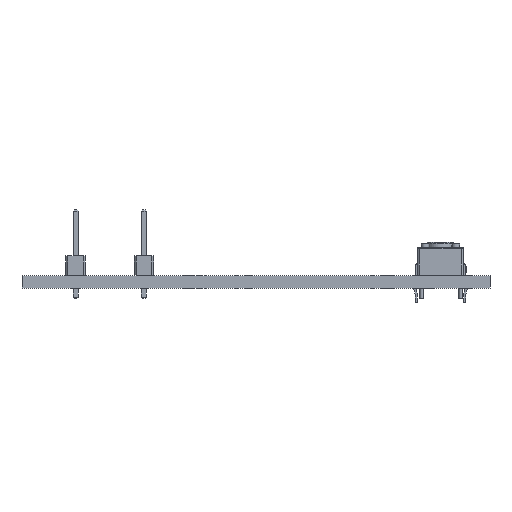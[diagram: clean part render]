
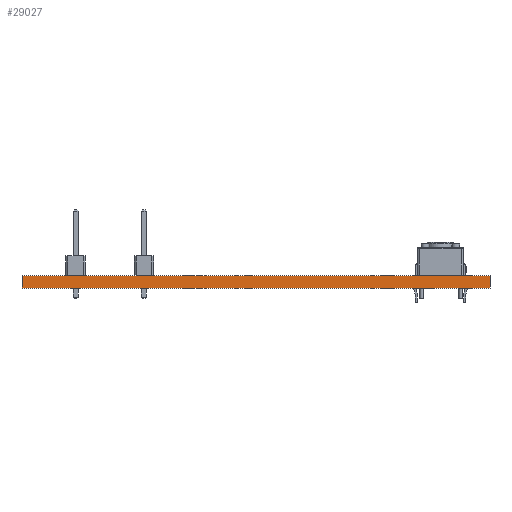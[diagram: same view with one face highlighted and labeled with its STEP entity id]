
A CAD part, front view. The second image highlights one B-rep face of the part: STEP entity #29027.
In plain terms, the highlighted planar face has unit normal (0, -1, 0).
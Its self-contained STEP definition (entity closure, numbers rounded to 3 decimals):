
#29027 = ADVANCED_FACE('',(#29028),#29042,.T.);
#29028 = FACE_BOUND('',#29029,.T.);
#29029 = EDGE_LOOP('',(#29030,#29065,#29093,#29121));
#29030 = ORIENTED_EDGE('',*,*,#29031,.T.);
#29031 = EDGE_CURVE('',#29032,#29034,#29036,.T.);
#29032 = VERTEX_POINT('',#29033);
#29033 = CARTESIAN_POINT('',(146.05,-111.76,0.));
#29034 = VERTEX_POINT('',#29035);
#29035 = CARTESIAN_POINT('',(146.05,-111.76,1.6));
#29036 = SURFACE_CURVE('',#29037,(#29041,#29053),.PCURVE_S1.);
#29037 = LINE('',#29038,#29039);
#29038 = CARTESIAN_POINT('',(146.05,-111.76,0.));
#29039 = VECTOR('',#29040,1.);
#29040 = DIRECTION('',(0.,0.,1.));
#29041 = PCURVE('',#29042,#29047);
#29042 = PLANE('',#29043);
#29043 = AXIS2_PLACEMENT_3D('',#29044,#29045,#29046);
#29044 = CARTESIAN_POINT('',(146.05,-111.76,0.));
#29045 = DIRECTION('',(0.,-1.,0.));
#29046 = DIRECTION('',(-1.,0.,0.));
#29047 = DEFINITIONAL_REPRESENTATION('',(#29048),#29052);
#29048 = LINE('',#29049,#29050);
#29049 = CARTESIAN_POINT('',(0.,-0.));
#29050 = VECTOR('',#29051,1.);
#29051 = DIRECTION('',(0.,-1.));
#29052 = ( GEOMETRIC_REPRESENTATION_CONTEXT(2) 
PARAMETRIC_REPRESENTATION_CONTEXT() REPRESENTATION_CONTEXT('2D SPACE',''
  ) );
#29053 = PCURVE('',#29054,#29059);
#29054 = PLANE('',#29055);
#29055 = AXIS2_PLACEMENT_3D('',#29056,#29057,#29058);
#29056 = CARTESIAN_POINT('',(146.05,-54.61,0.));
#29057 = DIRECTION('',(1.,0.,-0.));
#29058 = DIRECTION('',(0.,-1.,0.));
#29059 = DEFINITIONAL_REPRESENTATION('',(#29060),#29064);
#29060 = LINE('',#29061,#29062);
#29061 = CARTESIAN_POINT('',(57.15,0.));
#29062 = VECTOR('',#29063,1.);
#29063 = DIRECTION('',(0.,-1.));
#29064 = ( GEOMETRIC_REPRESENTATION_CONTEXT(2) 
PARAMETRIC_REPRESENTATION_CONTEXT() REPRESENTATION_CONTEXT('2D SPACE',''
  ) );
#29065 = ORIENTED_EDGE('',*,*,#29066,.T.);
#29066 = EDGE_CURVE('',#29034,#29067,#29069,.T.);
#29067 = VERTEX_POINT('',#29068);
#29068 = CARTESIAN_POINT('',(85.09,-111.76,1.6));
#29069 = SURFACE_CURVE('',#29070,(#29074,#29081),.PCURVE_S1.);
#29070 = LINE('',#29071,#29072);
#29071 = CARTESIAN_POINT('',(146.05,-111.76,1.6));
#29072 = VECTOR('',#29073,1.);
#29073 = DIRECTION('',(-1.,0.,0.));
#29074 = PCURVE('',#29042,#29075);
#29075 = DEFINITIONAL_REPRESENTATION('',(#29076),#29080);
#29076 = LINE('',#29077,#29078);
#29077 = CARTESIAN_POINT('',(0.,-1.6));
#29078 = VECTOR('',#29079,1.);
#29079 = DIRECTION('',(1.,0.));
#29080 = ( GEOMETRIC_REPRESENTATION_CONTEXT(2) 
PARAMETRIC_REPRESENTATION_CONTEXT() REPRESENTATION_CONTEXT('2D SPACE',''
  ) );
#29081 = PCURVE('',#29082,#29087);
#29082 = PLANE('',#29083);
#29083 = AXIS2_PLACEMENT_3D('',#29084,#29085,#29086);
#29084 = CARTESIAN_POINT('',(115.57,-83.185,1.6));
#29085 = DIRECTION('',(-0.,-0.,-1.));
#29086 = DIRECTION('',(-1.,0.,0.));
#29087 = DEFINITIONAL_REPRESENTATION('',(#29088),#29092);
#29088 = LINE('',#29089,#29090);
#29089 = CARTESIAN_POINT('',(-30.48,-28.575));
#29090 = VECTOR('',#29091,1.);
#29091 = DIRECTION('',(1.,0.));
#29092 = ( GEOMETRIC_REPRESENTATION_CONTEXT(2) 
PARAMETRIC_REPRESENTATION_CONTEXT() REPRESENTATION_CONTEXT('2D SPACE',''
  ) );
#29093 = ORIENTED_EDGE('',*,*,#29094,.F.);
#29094 = EDGE_CURVE('',#29095,#29067,#29097,.T.);
#29095 = VERTEX_POINT('',#29096);
#29096 = CARTESIAN_POINT('',(85.09,-111.76,0.));
#29097 = SURFACE_CURVE('',#29098,(#29102,#29109),.PCURVE_S1.);
#29098 = LINE('',#29099,#29100);
#29099 = CARTESIAN_POINT('',(85.09,-111.76,0.));
#29100 = VECTOR('',#29101,1.);
#29101 = DIRECTION('',(0.,0.,1.));
#29102 = PCURVE('',#29042,#29103);
#29103 = DEFINITIONAL_REPRESENTATION('',(#29104),#29108);
#29104 = LINE('',#29105,#29106);
#29105 = CARTESIAN_POINT('',(60.96,0.));
#29106 = VECTOR('',#29107,1.);
#29107 = DIRECTION('',(0.,-1.));
#29108 = ( GEOMETRIC_REPRESENTATION_CONTEXT(2) 
PARAMETRIC_REPRESENTATION_CONTEXT() REPRESENTATION_CONTEXT('2D SPACE',''
  ) );
#29109 = PCURVE('',#29110,#29115);
#29110 = PLANE('',#29111);
#29111 = AXIS2_PLACEMENT_3D('',#29112,#29113,#29114);
#29112 = CARTESIAN_POINT('',(85.09,-111.76,0.));
#29113 = DIRECTION('',(-1.,0.,0.));
#29114 = DIRECTION('',(0.,1.,0.));
#29115 = DEFINITIONAL_REPRESENTATION('',(#29116),#29120);
#29116 = LINE('',#29117,#29118);
#29117 = CARTESIAN_POINT('',(0.,0.));
#29118 = VECTOR('',#29119,1.);
#29119 = DIRECTION('',(0.,-1.));
#29120 = ( GEOMETRIC_REPRESENTATION_CONTEXT(2) 
PARAMETRIC_REPRESENTATION_CONTEXT() REPRESENTATION_CONTEXT('2D SPACE',''
  ) );
#29121 = ORIENTED_EDGE('',*,*,#29122,.F.);
#29122 = EDGE_CURVE('',#29032,#29095,#29123,.T.);
#29123 = SURFACE_CURVE('',#29124,(#29128,#29135),.PCURVE_S1.);
#29124 = LINE('',#29125,#29126);
#29125 = CARTESIAN_POINT('',(146.05,-111.76,0.));
#29126 = VECTOR('',#29127,1.);
#29127 = DIRECTION('',(-1.,0.,0.));
#29128 = PCURVE('',#29042,#29129);
#29129 = DEFINITIONAL_REPRESENTATION('',(#29130),#29134);
#29130 = LINE('',#29131,#29132);
#29131 = CARTESIAN_POINT('',(0.,-0.));
#29132 = VECTOR('',#29133,1.);
#29133 = DIRECTION('',(1.,0.));
#29134 = ( GEOMETRIC_REPRESENTATION_CONTEXT(2) 
PARAMETRIC_REPRESENTATION_CONTEXT() REPRESENTATION_CONTEXT('2D SPACE',''
  ) );
#29135 = PCURVE('',#29136,#29141);
#29136 = PLANE('',#29137);
#29137 = AXIS2_PLACEMENT_3D('',#29138,#29139,#29140);
#29138 = CARTESIAN_POINT('',(115.57,-83.185,0.));
#29139 = DIRECTION('',(-0.,-0.,-1.));
#29140 = DIRECTION('',(-1.,0.,0.));
#29141 = DEFINITIONAL_REPRESENTATION('',(#29142),#29146);
#29142 = LINE('',#29143,#29144);
#29143 = CARTESIAN_POINT('',(-30.48,-28.575));
#29144 = VECTOR('',#29145,1.);
#29145 = DIRECTION('',(1.,0.));
#29146 = ( GEOMETRIC_REPRESENTATION_CONTEXT(2) 
PARAMETRIC_REPRESENTATION_CONTEXT() REPRESENTATION_CONTEXT('2D SPACE',''
  ) );
